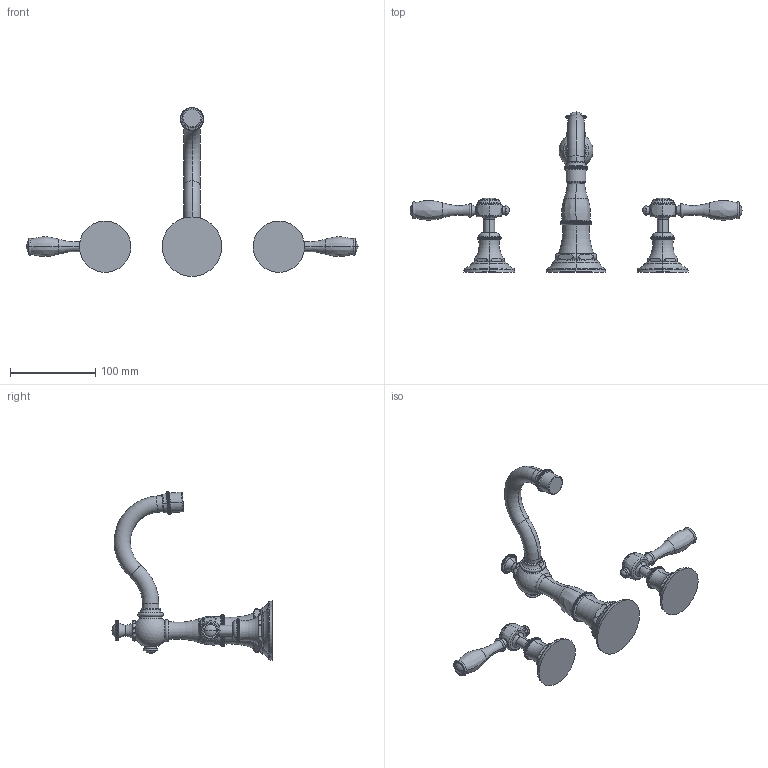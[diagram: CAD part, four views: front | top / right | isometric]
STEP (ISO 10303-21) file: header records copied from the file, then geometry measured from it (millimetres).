
FILE_DESCRIPTION((''),'2;1');
FILE_NAME('1770_ASM','2020-11-26T15:47:58',('jinson.thomas'),(''),'CREO PARAMETRIC BY PTC INC, 2018400','CREO PARAMETRIC BY PTC INC, 2018400','');
FILE_SCHEMA(('CONFIG_CONTROL_DESIGN'));
Length unit declared in the file: inch
Products named in the file (3): 30220_1_1_1_1_1; 30348_1_1_1; 1770_ASM
Assembly tree (3 placements, depth 2):
  1770_ASM
    30220_1_1_1_1_1
    30348_1_1_1  x2
Bounding box: 388.42 x 187.35 x 197.56 mm (x, y, z)
Volume: 383218.9 mm3; surface area: 75468.6 mm2
Topology: 3 solids, 9 shells, 1045 faces, 2612 edges, 1961 vertices
Faces by surface type: plane 789, torus 138, cylinder 54, bspline 28, sphere 18, cone 18
Entity records: 29579 total; most frequent: CARTESIAN_POINT 11962, ORIENTED_EDGE 4014, DIRECTION 2655, EDGE_CURVE 2007, VERTEX_POINT 1534, B_SPLINE_CURVE_WITH_KNOTS 1295, AXIS2_PLACEMENT_3D 1161, EDGE_LOOP 1117
